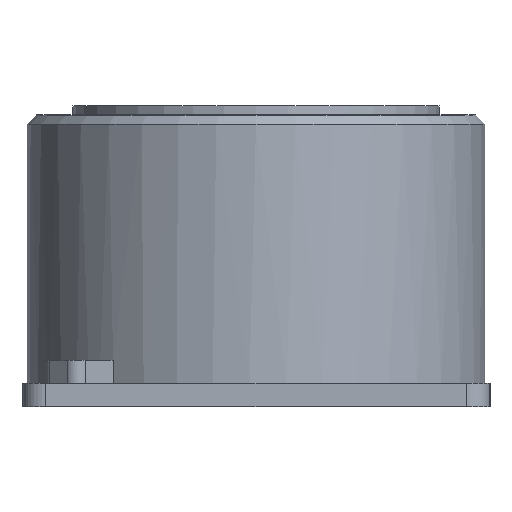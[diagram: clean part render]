
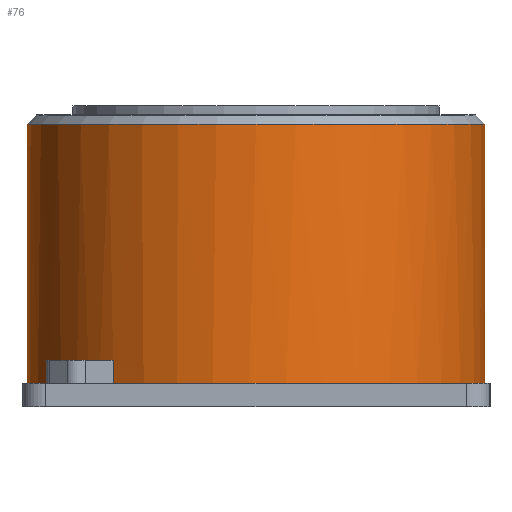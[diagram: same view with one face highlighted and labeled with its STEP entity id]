
A CAD part, front view. The second image highlights one B-rep face of the part: STEP entity #76.
In plain terms, the highlighted cylindrical face has radius 4.95 mm (diameter 9.9 mm), a full revolution.
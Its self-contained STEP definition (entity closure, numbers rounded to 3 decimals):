
#12=CARTESIAN_POINT('',(0.,0.,0.));
#13=DIRECTION('',(0.,0.,1.));
#14=DIRECTION('',(1.,0.,-0.));
#27=VECTOR('',#13,1.);
#33=DIRECTION('',(1.,0.,0.));
#42=DIRECTION('',(-0.,-0.,-1.));
#46=ORIENTED_EDGE('',*,*,#47,.T.);
#47=EDGE_CURVE('',#48,#48,#50,.T.);
#48=VERTEX_POINT('',#49);
#49=CARTESIAN_POINT('',(4.95,0.,6.1));
#50=CIRCLE('',#51,4.95);
#51=AXIS2_PLACEMENT_3D('',#52,#13,#14);
#52=CARTESIAN_POINT('',(0.,0.,6.1));
#72=DIRECTION('',(0.,0.,-1.));
#76=ADVANCED_FACE('',(#77),#151,.T.);
#77=FACE_BOUND('',#78,.F.);
#78=EDGE_LOOP('',(#79,#85,#92,#96,#103,#110,#116,#120,#124,#128,#134,#138,#144,#148,#150,#46));
#79=ORIENTED_EDGE('',*,*,#80,.F.);
#80=EDGE_CURVE('',#81,#48,#83,.T.);
#81=VERTEX_POINT('',#82);
#82=CARTESIAN_POINT('',(4.95,0.,0.5));
#83=LINE('',#84,#27);
#84=CARTESIAN_POINT('',(4.95,0.,0.));
#85=ORIENTED_EDGE('',*,*,#86,.T.);
#86=EDGE_CURVE('',#81,#87,#89,.T.);
#87=VERTEX_POINT('',#88);
#88=CARTESIAN_POINT('',(4.717,-1.5,0.5));
#89=CIRCLE('',#90,4.95);
#90=AXIS2_PLACEMENT_3D('',#91,#72,#33);
#91=CARTESIAN_POINT('',(0.,0.,0.5));
#92=ORIENTED_EDGE('',*,*,#93,.T.);
#93=EDGE_CURVE('',#87,#94,#89,.T.);
#94=VERTEX_POINT('',#95);
#95=CARTESIAN_POINT('',(-3.091,-3.866,0.5));
#96=ORIENTED_EDGE('',*,*,#97,.F.);
#97=EDGE_CURVE('',#98,#94,#100,.T.);
#98=VERTEX_POINT('',#99);
#99=CARTESIAN_POINT('',(-3.091,-3.866,1.));
#100=LINE('',#101,#102);
#101=CARTESIAN_POINT('',(-3.091,-3.866,0.));
#102=VECTOR('',#42,1.);
#103=ORIENTED_EDGE('',*,*,#104,.T.);
#104=EDGE_CURVE('',#98,#105,#107,.T.);
#105=VERTEX_POINT('',#106);
#106=CARTESIAN_POINT('',(-3.866,-3.091,1.));
#107=CIRCLE('',#108,4.95);
#108=AXIS2_PLACEMENT_3D('',#109,#72,#33);
#109=CARTESIAN_POINT('',(0.,0.,1.));
#110=ORIENTED_EDGE('',*,*,#111,.T.);
#111=EDGE_CURVE('',#105,#112,#114,.T.);
#112=VERTEX_POINT('',#113);
#113=CARTESIAN_POINT('',(-3.866,-3.091,0.5));
#114=LINE('',#115,#102);
#115=CARTESIAN_POINT('',(-3.866,-3.091,0.));
#116=ORIENTED_EDGE('',*,*,#117,.T.);
#117=EDGE_CURVE('',#112,#118,#89,.T.);
#118=VERTEX_POINT('',#119);
#119=CARTESIAN_POINT('',(-4.717,-1.5,0.5));
#120=ORIENTED_EDGE('',*,*,#121,.T.);
#121=EDGE_CURVE('',#118,#122,#89,.T.);
#122=VERTEX_POINT('',#123);
#123=CARTESIAN_POINT('',(-4.717,1.5,0.5));
#124=ORIENTED_EDGE('',*,*,#125,.T.);
#125=EDGE_CURVE('',#122,#126,#89,.T.);
#126=VERTEX_POINT('',#127);
#127=CARTESIAN_POINT('',(3.091,3.866,0.5));
#128=ORIENTED_EDGE('',*,*,#129,.F.);
#129=EDGE_CURVE('',#130,#126,#132,.T.);
#130=VERTEX_POINT('',#131);
#131=CARTESIAN_POINT('',(3.091,3.866,1.));
#132=LINE('',#133,#102);
#133=CARTESIAN_POINT('',(3.091,3.866,0.));
#134=ORIENTED_EDGE('',*,*,#135,.T.);
#135=EDGE_CURVE('',#130,#136,#107,.T.);
#136=VERTEX_POINT('',#137);
#137=CARTESIAN_POINT('',(3.866,3.091,1.));
#138=ORIENTED_EDGE('',*,*,#139,.T.);
#139=EDGE_CURVE('',#136,#140,#142,.T.);
#140=VERTEX_POINT('',#141);
#141=CARTESIAN_POINT('',(3.866,3.091,0.5));
#142=LINE('',#143,#102);
#143=CARTESIAN_POINT('',(3.866,3.091,0.));
#144=ORIENTED_EDGE('',*,*,#145,.T.);
#145=EDGE_CURVE('',#140,#146,#89,.T.);
#146=VERTEX_POINT('',#147);
#147=CARTESIAN_POINT('',(4.717,1.5,0.5));
#148=ORIENTED_EDGE('',*,*,#149,.T.);
#149=EDGE_CURVE('',#146,#81,#89,.T.);
#150=ORIENTED_EDGE('',*,*,#80,.T.);
#151=CYLINDRICAL_SURFACE('',#152,4.95);
#152=AXIS2_PLACEMENT_3D('',#12,#42,#33);
